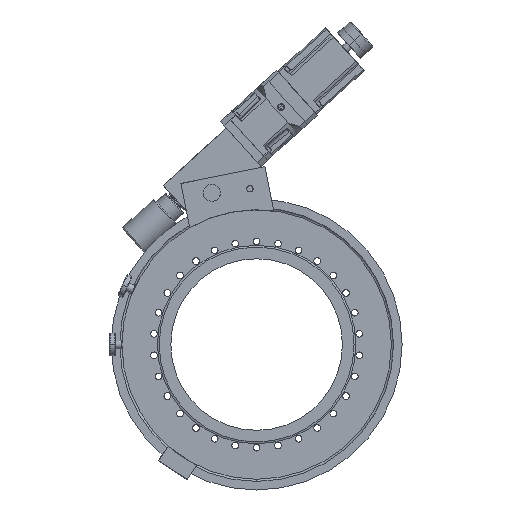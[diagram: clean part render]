
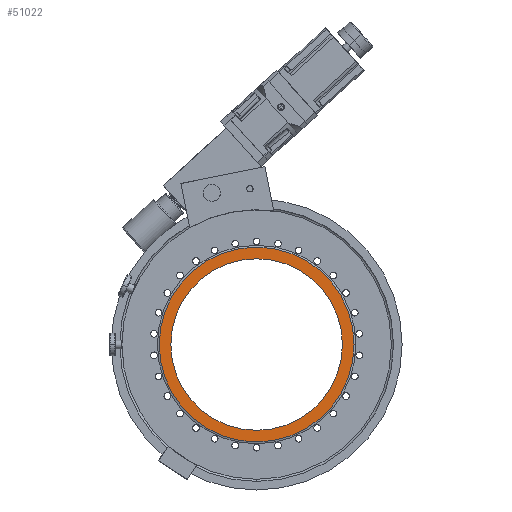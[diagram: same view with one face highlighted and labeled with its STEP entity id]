
A CAD part, front view. The second image highlights one B-rep face of the part: STEP entity #51022.
In plain terms, the highlighted planar face has unit normal (0, -1, 0).
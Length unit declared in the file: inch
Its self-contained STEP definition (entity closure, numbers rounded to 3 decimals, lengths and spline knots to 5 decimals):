
#2873 = AXIS2_PLACEMENT_3D ( 'NONE', #36623, #36590, #36602 ) ;
#3325 = EDGE_CURVE ( 'NONE', #40374, #41470, #31440, .T. ) ;
#3428 = EDGE_CURVE ( 'NONE', #41470, #40374, #45822, .T. ) ;
#3515 = EDGE_CURVE ( 'NONE', #41624, #41439, #45694, .T. ) ;
#3526 = EDGE_CURVE ( 'NONE', #41439, #41624, #45636, .T. ) ;
#5108 = DIRECTION ( 'NONE',  ( 1., 0., 0. ) ) ;
#5347 = CARTESIAN_POINT ( 'NONE',  ( 0., 0.086, 0. ) ) ;
#5349 = DIRECTION ( 'NONE',  ( 0., -1., 0. ) ) ;
#16429 = ORIENTED_EDGE ( 'NONE', *, *, #3325, .T. ) ;
#16433 = ORIENTED_EDGE ( 'NONE', *, *, #3428, .T. ) ;
#16449 = ORIENTED_EDGE ( 'NONE', *, *, #3515, .F. ) ;
#16456 = ORIENTED_EDGE ( 'NONE', *, *, #3526, .F. ) ;
#18260 = CARTESIAN_POINT ( 'NONE',  ( -5.015, 0.086, 0. ) ) ;
#18831 = CARTESIAN_POINT ( 'NONE',  ( -5.694, 0.086, 0. ) ) ;
#18862 = CARTESIAN_POINT ( 'NONE',  ( 5.015, 0.086, 0. ) ) ;
#31440 = CIRCLE ( 'NONE', #48079, 5.694 ) ;
#32584 = EDGE_LOOP ( 'NONE', ( #16456, #16449 ) ) ;
#32586 = EDGE_LOOP ( 'NONE', ( #16429, #16433 ) ) ;
#34181 = FACE_OUTER_BOUND ( 'NONE', #32586, .T. ) ;
#34190 = FACE_BOUND ( 'NONE', #32584, .T. ) ;
#36590 = DIRECTION ( 'NONE',  ( 0., -1., 0. ) ) ;
#36602 = DIRECTION ( 'NONE',  ( 1., 0., 0. ) ) ;
#36623 = CARTESIAN_POINT ( 'NONE',  ( 0., 0.086, 5.015 ) ) ;
#36631 = PLANE ( 'NONE',  #2873 ) ;
#40374 = VERTEX_POINT ( 'NONE', #50033 ) ;
#41439 = VERTEX_POINT ( 'NONE', #18862 ) ;
#41470 = VERTEX_POINT ( 'NONE', #18831 ) ;
#41624 = VERTEX_POINT ( 'NONE', #18260 ) ;
#44084 = DIRECTION ( 'NONE',  ( 1., 0., 0. ) ) ;
#44172 = CARTESIAN_POINT ( 'NONE',  ( 0., 0.086, 0. ) ) ;
#44428 = DIRECTION ( 'NONE',  ( 0., -1., 0. ) ) ;
#44468 = DIRECTION ( 'NONE',  ( 0., -1., 0. ) ) ;
#44923 = DIRECTION ( 'NONE',  ( 0., -1., 0. ) ) ;
#45177 = CARTESIAN_POINT ( 'NONE',  ( 0., 0.086, 0. ) ) ;
#45180 = DIRECTION ( 'NONE',  ( 1., 0., 0. ) ) ;
#45433 = CARTESIAN_POINT ( 'NONE',  ( 0., 0.086, 0. ) ) ;
#45467 = DIRECTION ( 'NONE',  ( 1., 0., 0. ) ) ;
#45636 = CIRCLE ( 'NONE', #48300, 5.015 ) ;
#45694 = CIRCLE ( 'NONE', #48291, 5.015 ) ;
#45822 = CIRCLE ( 'NONE', #48194, 5.694 ) ;
#48079 = AXIS2_PLACEMENT_3D ( 'NONE', #5347, #5349, #5108 ) ;
#48194 = AXIS2_PLACEMENT_3D ( 'NONE', #45433, #44428, #45180 ) ;
#48291 = AXIS2_PLACEMENT_3D ( 'NONE', #45177, #44923, #45467 ) ;
#48300 = AXIS2_PLACEMENT_3D ( 'NONE', #44172, #44468, #44084 ) ;
#50033 = CARTESIAN_POINT ( 'NONE',  ( 5.694, 0.086, 0. ) ) ;
#51022 = ADVANCED_FACE ( 'NONE', ( #34181, #34190 ), #36631, .T. ) ;
